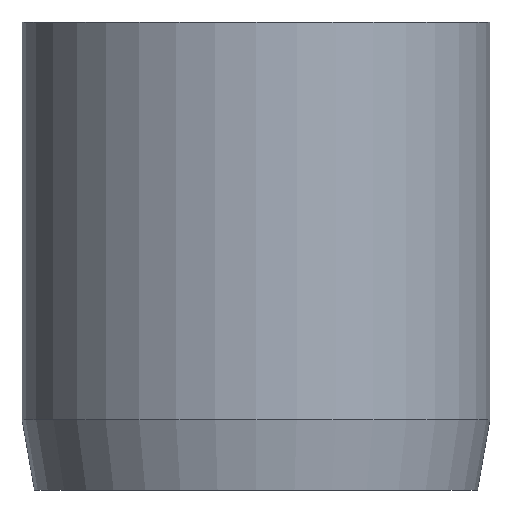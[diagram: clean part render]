
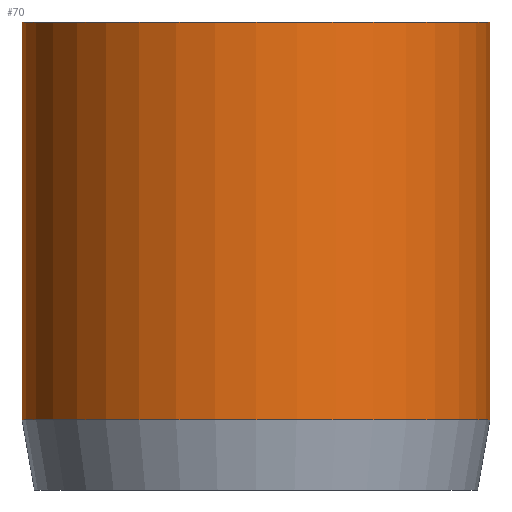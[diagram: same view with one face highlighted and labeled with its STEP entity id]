
A CAD part, front view. The second image highlights one B-rep face of the part: STEP entity #70.
In plain terms, the highlighted cylindrical face has radius 5 mm (diameter 10 mm), a partial arc.
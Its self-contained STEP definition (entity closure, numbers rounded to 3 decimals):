
#6 = CARTESIAN_POINT ( 'NONE',  ( 0., 0., 10. ) ) ;
#14 = CARTESIAN_POINT ( 'NONE',  ( 5., 0., 1.5 ) ) ;
#20 = CIRCLE ( 'NONE', #462, 5. ) ;
#21 = DIRECTION ( 'NONE',  ( 0., 0., 1. ) ) ;
#70 = ADVANCED_FACE ( 'NONE', ( #322 ), #290, .T. ) ;
#101 = DIRECTION ( 'NONE',  ( -1., 0., 0. ) ) ;
#157 = VERTEX_POINT ( 'NONE', #313 ) ;
#190 = DIRECTION ( 'NONE',  ( 0., 0., -1. ) ) ;
#214 = CARTESIAN_POINT ( 'NONE',  ( -5., 0., 10. ) ) ;
#215 = CARTESIAN_POINT ( 'NONE',  ( -5., 0., 1.5 ) ) ;
#233 = DIRECTION ( 'NONE',  ( 0., 0., 1. ) ) ;
#290 = CYLINDRICAL_SURFACE ( 'NONE', #1068, 5. ) ;
#313 = CARTESIAN_POINT ( 'NONE',  ( 5., 0., 10. ) ) ;
#322 = FACE_OUTER_BOUND ( 'NONE', #337, .T. ) ;
#326 = VECTOR ( 'NONE', #482, 1000. ) ;
#337 = EDGE_LOOP ( 'NONE', ( #982, #1035, #868, #850 ) ) ;
#342 = VERTEX_POINT ( 'NONE', #215 ) ;
#369 = CARTESIAN_POINT ( 'NONE',  ( 5., 0., 10. ) ) ;
#455 = EDGE_CURVE ( 'NONE', #1038, #157, #552, .T. ) ;
#462 = AXIS2_PLACEMENT_3D ( 'NONE', #581, #21, #677 ) ;
#482 = DIRECTION ( 'NONE',  ( 0., 0., -1. ) ) ;
#526 = LINE ( 'NONE', #1130, #326 ) ;
#552 = CIRCLE ( 'NONE', #732, 5. ) ;
#581 = CARTESIAN_POINT ( 'NONE',  ( 0., 0., 1.5 ) ) ;
#677 = DIRECTION ( 'NONE',  ( 1., 0., 0. ) ) ;
#732 = AXIS2_PLACEMENT_3D ( 'NONE', #802, #233, #893 ) ;
#735 = VECTOR ( 'NONE', #190, 1000. ) ;
#802 = CARTESIAN_POINT ( 'NONE',  ( 0., 0., 10. ) ) ;
#841 = DIRECTION ( 'NONE',  ( 0., 0., -1. ) ) ;
#850 = ORIENTED_EDGE ( 'NONE', *, *, #1197, .T. ) ;
#868 = ORIENTED_EDGE ( 'NONE', *, *, #1172, .T. ) ;
#893 = DIRECTION ( 'NONE',  ( 1., 0., 0. ) ) ;
#914 = EDGE_CURVE ( 'NONE', #157, #967, #958, .T. ) ;
#958 = LINE ( 'NONE', #369, #735 ) ;
#967 = VERTEX_POINT ( 'NONE', #14 ) ;
#982 = ORIENTED_EDGE ( 'NONE', *, *, #914, .F. ) ;
#1035 = ORIENTED_EDGE ( 'NONE', *, *, #455, .F. ) ;
#1038 = VERTEX_POINT ( 'NONE', #214 ) ;
#1068 = AXIS2_PLACEMENT_3D ( 'NONE', #6, #841, #101 ) ;
#1130 = CARTESIAN_POINT ( 'NONE',  ( -5., 0., 10. ) ) ;
#1172 = EDGE_CURVE ( 'NONE', #1038, #342, #526, .T. ) ;
#1197 = EDGE_CURVE ( 'NONE', #342, #967, #20, .T. ) ;
